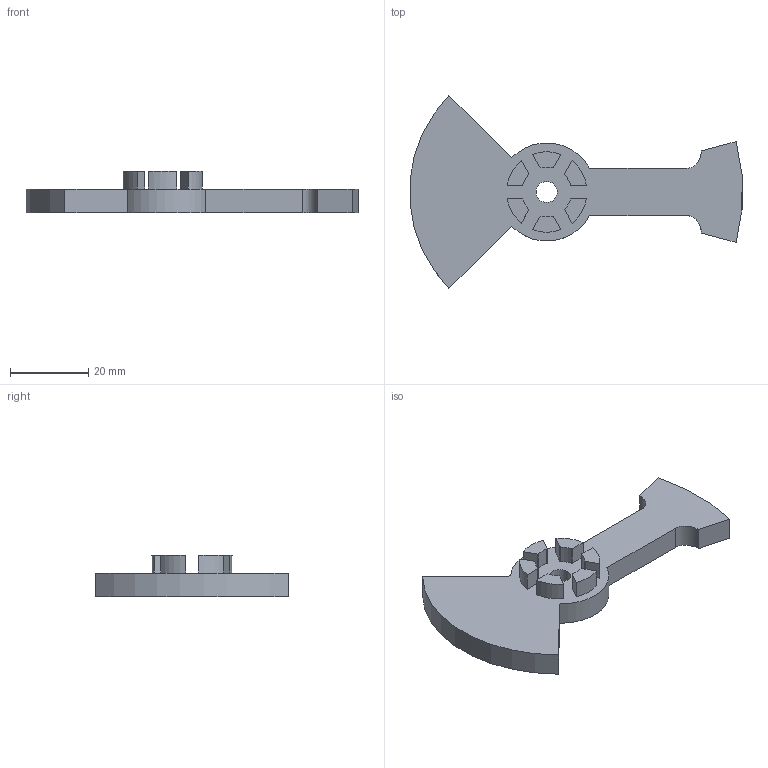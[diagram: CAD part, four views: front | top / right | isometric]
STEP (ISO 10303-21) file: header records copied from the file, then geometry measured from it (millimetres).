
FILE_DESCRIPTION(/* description */ (''),/* implementation_level */ '2;1');
FILE_NAME(/* name */ 'Hammer v2 v7.step',/* time_stamp */ '2022-09-15T10:20:13-06:00',/* author */ (''),/* organization */ (''),/* preprocessor_version */ 'ST-DEVELOPER v19',/* originating_system */ 'Autodesk Translation Framework v11.7.0.108',/* authorisation */ '');
FILE_SCHEMA (('AUTOMOTIVE_DESIGN { 1 0 10303 214 3 1 1 }'));
Length unit declared in the file: millimetre
Products named in the file (1): Hammer v2
Bounding box: 84.68 x 49.06 x 10.5 mm (x, y, z)
Volume: 11793.5 mm3; surface area: 5864.2 mm2
Topology: 1 solids, 1 shells, 57 faces, 147 edges, 98 vertices
Faces by surface type: plane 26, cylinder 17, bspline 14
Full cylindrical faces by diameter (mm): 5.4 x1
Entity records: 2449 total; most frequent: CARTESIAN_POINT 1077, ORIENTED_EDGE 294, DIRECTION 241, EDGE_CURVE 147, VERTEX_POINT 98, LINE 85, VECTOR 85, AXIS2_PLACEMENT_3D 78
